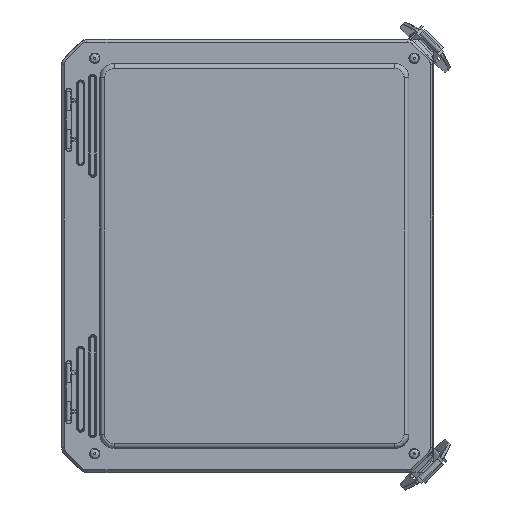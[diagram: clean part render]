
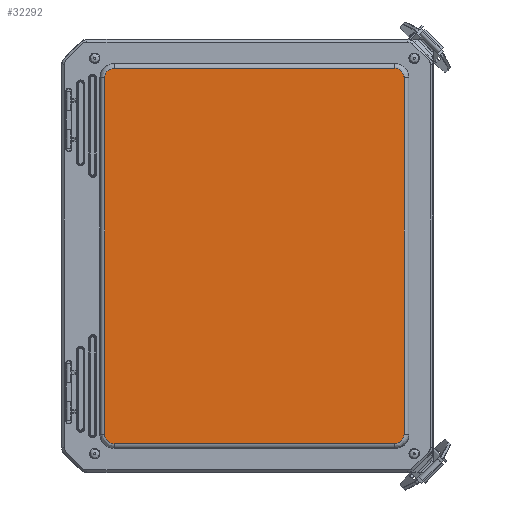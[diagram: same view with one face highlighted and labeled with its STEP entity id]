
A CAD part, top view. The second image highlights one B-rep face of the part: STEP entity #32292.
In plain terms, the highlighted face is planar.
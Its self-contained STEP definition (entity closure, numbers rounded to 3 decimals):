
#1337=ELLIPSE('',#36031,0.25,0.25);
#1340=ELLIPSE('',#36035,0.25,0.25);
#1341=ELLIPSE('',#36041,0.25,0.25);
#1344=ELLIPSE('',#36045,0.25,0.25);
#4445=LINE('',#75965,#6695);
#4447=LINE('',#76109,#6697);
#4450=LINE('',#76116,#6700);
#4452=LINE('',#76264,#6702);
#6695=VECTOR('',#45011,7.393);
#6697=VECTOR('',#45031,9.393);
#6700=VECTOR('',#45038,9.393);
#6702=VECTOR('',#45054,7.393);
#7563=PLANE('',#36051);
#9560=FACE_OUTER_BOUND('',#11670,.T.);
#11670=EDGE_LOOP('',(#29129,#29130,#29131,#29132,#29133,#29134,#29135,#29136));
#15797=VERTEX_POINT('',#75962);
#15798=VERTEX_POINT('',#75964);
#15801=VERTEX_POINT('',#76033);
#15802=VERTEX_POINT('',#76100);
#15805=VERTEX_POINT('',#76107);
#15806=VERTEX_POINT('',#76112);
#15809=VERTEX_POINT('',#76181);
#15810=VERTEX_POINT('',#76257);
#20296=EDGE_CURVE('',#15797,#15798,#4445,.T.);
#20300=EDGE_CURVE('',#15801,#15797,#1337,.T.);
#20304=EDGE_CURVE('',#15798,#15802,#1340,.T.);
#20306=EDGE_CURVE('',#15805,#15801,#4447,.T.);
#20310=EDGE_CURVE('',#15802,#15806,#4450,.T.);
#20312=EDGE_CURVE('',#15809,#15805,#1341,.T.);
#20316=EDGE_CURVE('',#15806,#15810,#1344,.T.);
#20318=EDGE_CURVE('',#15810,#15809,#4452,.T.);
#29129=ORIENTED_EDGE('',*,*,#20296,.F.);
#29130=ORIENTED_EDGE('',*,*,#20300,.F.);
#29131=ORIENTED_EDGE('',*,*,#20306,.F.);
#29132=ORIENTED_EDGE('',*,*,#20312,.F.);
#29133=ORIENTED_EDGE('',*,*,#20318,.F.);
#29134=ORIENTED_EDGE('',*,*,#20316,.F.);
#29135=ORIENTED_EDGE('',*,*,#20310,.F.);
#29136=ORIENTED_EDGE('',*,*,#20304,.F.);
#32292=ADVANCED_FACE('',(#9560),#7563,.F.);
#36031=AXIS2_PLACEMENT_3D('',#76035,#45017,#45018);
#36035=AXIS2_PLACEMENT_3D('',#76104,#45025,#45026);
#36041=AXIS2_PLACEMENT_3D('',#76183,#45041,#45042);
#36045=AXIS2_PLACEMENT_3D('',#76261,#45049,#45050);
#36051=AXIS2_PLACEMENT_3D('',#76274,#45068,#45069);
#45011=DIRECTION('',(1.,0.,0.));
#45017=DIRECTION('center_axis',(0.,0.,1.));
#45018=DIRECTION('ref_axis',(-0.707,-0.707,0.));
#45025=DIRECTION('center_axis',(0.,0.,1.));
#45026=DIRECTION('ref_axis',(0.707,-0.707,0.));
#45031=DIRECTION('',(0.,-1.,0.));
#45038=DIRECTION('',(0.,1.,0.));
#45041=DIRECTION('center_axis',(0.,0.,1.));
#45042=DIRECTION('ref_axis',(-0.707,0.707,0.));
#45049=DIRECTION('center_axis',(0.,0.,1.));
#45050=DIRECTION('ref_axis',(0.707,0.707,0.));
#45054=DIRECTION('',(-1.,0.,0.));
#45068=DIRECTION('center_axis',(0.,0.,1.));
#45069=DIRECTION('ref_axis',(1.,0.,0.));
#75962=CARTESIAN_POINT('',(-3.509,-4.946,0.));
#75964=CARTESIAN_POINT('',(3.884,-4.946,0.));
#75965=CARTESIAN_POINT('',(-3.509,-4.946,0.));
#76033=CARTESIAN_POINT('',(-3.759,-4.696,0.));
#76035=CARTESIAN_POINT('Origin',(-3.509,-4.696,0.));
#76100=CARTESIAN_POINT('',(4.134,-4.696,0.));
#76104=CARTESIAN_POINT('Origin',(3.884,-4.696,0.));
#76107=CARTESIAN_POINT('',(-3.759,4.696,0.));
#76109=CARTESIAN_POINT('',(-3.759,4.696,0.));
#76112=CARTESIAN_POINT('',(4.134,4.696,0.));
#76116=CARTESIAN_POINT('',(4.134,-4.696,0.));
#76181=CARTESIAN_POINT('',(-3.509,4.946,0.));
#76183=CARTESIAN_POINT('Origin',(-3.509,4.696,0.));
#76257=CARTESIAN_POINT('',(3.884,4.946,0.));
#76261=CARTESIAN_POINT('Origin',(3.884,4.696,0.));
#76264=CARTESIAN_POINT('',(3.884,4.946,0.));
#76274=CARTESIAN_POINT('Origin',(0.188,0.,0.));
